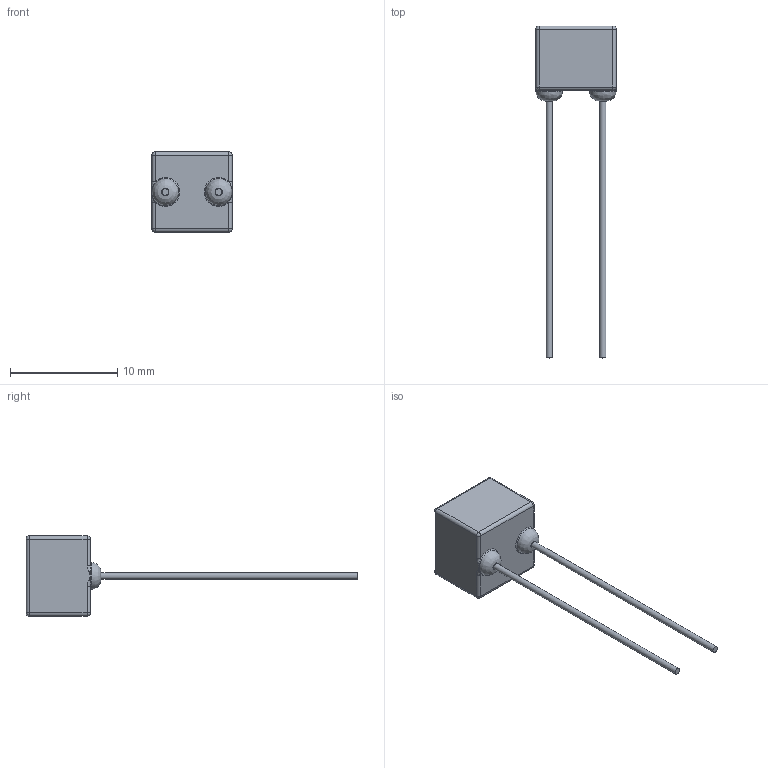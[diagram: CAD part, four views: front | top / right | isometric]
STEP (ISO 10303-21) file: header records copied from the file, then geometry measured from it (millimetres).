
FILE_DESCRIPTION(/* description */ (''),/* implementation_level */ '2;1');
FILE_NAME(/* name */ 'KM 6А-М750.stp',/* time_stamp */ '2020-03-30T04:34:52+03:00',/* author */ ('IAmIllusion'),/* organization */ (''),/* preprocessor_version */ 'ST-DEVELOPER v18',/* originating_system */ 'Autodesk Inventor 2020',/* authorisation */ '');
FILE_SCHEMA (('AUTOMOTIVE_DESIGN { 1 0 10303 214 3 1 1 }'));
Length unit declared in the file: millimetre
Products named in the file (1): KM 6А-М750
Bounding box: 7.5 x 31 x 7.5 mm (x, y, z)
Volume: 357.1 mm3; surface area: 380.7 mm2
Topology: 1 solids, 1 shells, 52 faces, 116 edges, 60 vertices
Faces by surface type: cylinder 18, bspline 14, plane 10, sphere 8, torus 2
Full cylindrical faces by diameter (mm): 0.6 x2
Entity records: 1846 total; most frequent: CARTESIAN_POINT 693, DIRECTION 224, ORIENTED_EDGE 216, EDGE_CURVE 108, AXIS2_PLACEMENT_3D 97, VERTEX_POINT 60, CIRCLE 58, EDGE_LOOP 54
